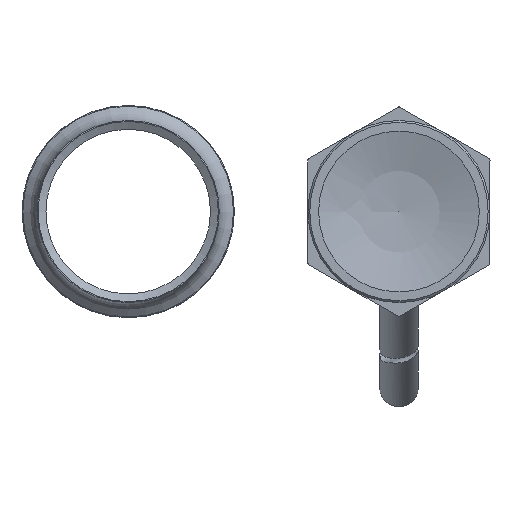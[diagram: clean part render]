
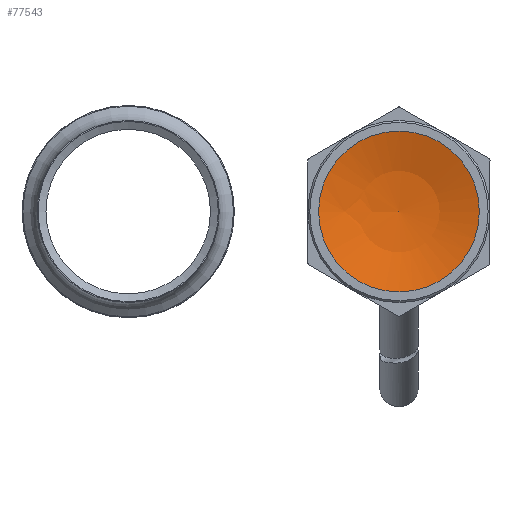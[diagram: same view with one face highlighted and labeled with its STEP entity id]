
A CAD part, top view. The second image highlights one B-rep face of the part: STEP entity #77543.
In plain terms, the highlighted spherical face has radius 41 mm.
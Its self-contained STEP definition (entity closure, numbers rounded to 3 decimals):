
#4789 = CIRCLE ( 'NONE', #45943, 13.25 ) ;
#6209 = EDGE_LOOP ( 'NONE', ( #85079 ) ) ;
#14583 = AXIS2_PLACEMENT_3D ( 'NONE', #74493, #28628, #42542 ) ;
#18659 = CARTESIAN_POINT ( 'NONE',  ( 13.25, 0., 0. ) ) ;
#27096 = FACE_OUTER_BOUND ( 'NONE', #6209, .T. ) ;
#28628 = DIRECTION ( 'NONE',  ( 0., 0., -1. ) ) ;
#29322 = CARTESIAN_POINT ( 'NONE',  ( 0., 0., 0. ) ) ;
#29825 = DIRECTION ( 'NONE',  ( 0., 0., 1. ) ) ;
#42542 = DIRECTION ( 'NONE',  ( 0., 1., 0. ) ) ;
#45943 = AXIS2_PLACEMENT_3D ( 'NONE', #29322, #29825, #77212 ) ;
#58522 = SPHERICAL_SURFACE ( 'NONE', #14583, 41. ) ;
#74493 = CARTESIAN_POINT ( 'NONE',  ( 0., 0., -38.8 ) ) ;
#77212 = DIRECTION ( 'NONE',  ( 1., 0., 0. ) ) ;
#77543 = ADVANCED_FACE ( 'NONE', ( #27096 ), #58522, .F. ) ;
#85079 = ORIENTED_EDGE ( 'NONE', *, *, #90976, .F. ) ;
#89242 = VERTEX_POINT ( 'NONE', #18659 ) ;
#90976 = EDGE_CURVE ( 'NONE', #89242, #89242, #4789, .T. ) ;
